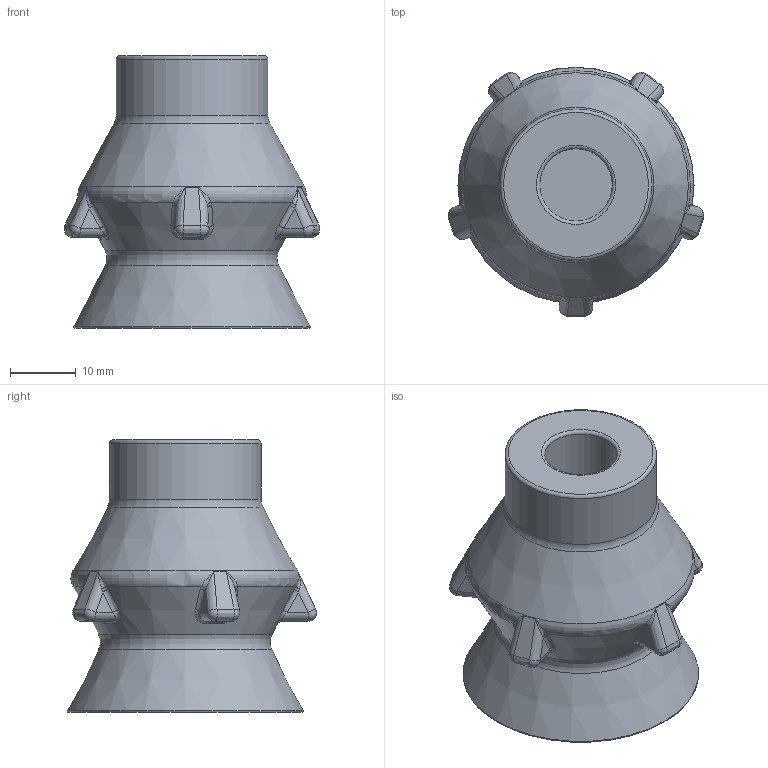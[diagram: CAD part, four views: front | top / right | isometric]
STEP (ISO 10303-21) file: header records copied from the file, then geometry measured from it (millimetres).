
FILE_DESCRIPTION( ( 'Unknown' ), '1' );
FILE_NAME( 'ISM-0900697 - PD36.XXX.stp', 'Unknown', ( 'Unknown' ), ( 'Unknown' ), 'PSStep 17.0.49', 'Unknown', ' ' );
FILE_SCHEMA( ( 'AUTOMOTIVE_DESIGN { 1 0 10303 214 1 1 1 1 }' ) );
Length unit declared in the file: millimetre
Products named in the file (1): 1
Bounding box: 38.79 x 37.86 x 41.28 mm (x, y, z)
Volume: 25842.7 mm3; surface area: 6118.2 mm2
Topology: 1 solids, 1 shells, 114 faces, 270 edges, 139 vertices
Faces by surface type: bspline 60, plane 18, cylinder 12, torus 11, sphere 10, cone 3
Full cylindrical faces by diameter (mm): 11 x1, 23 x1
Entity records: 9432 total; most frequent: CARTESIAN_POINT 6513, ORIENTED_EDGE 464, DIRECTION 324, EDGE_CURVE 232, AXIS2_PLACEMENT_3D 152, VERTEX_POINT 134, EDGE_LOOP 126, FACE_OUTER_BOUND 122
